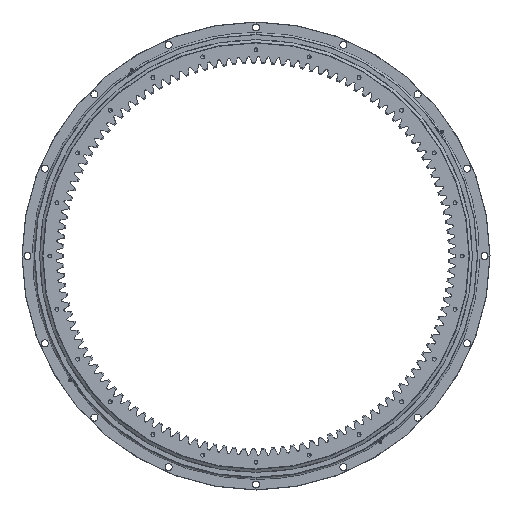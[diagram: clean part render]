
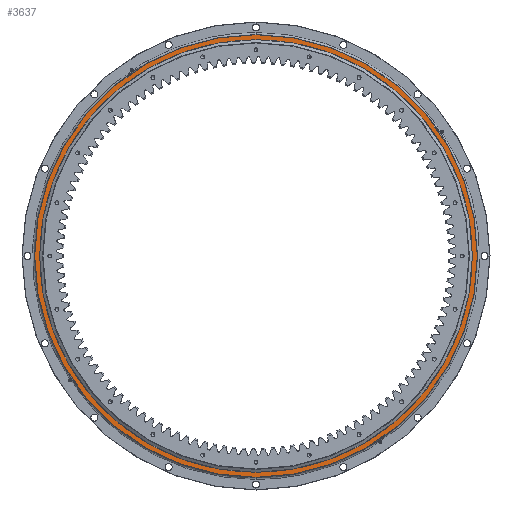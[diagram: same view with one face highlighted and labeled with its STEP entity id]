
A CAD part, front view. The second image highlights one B-rep face of the part: STEP entity #3637.
In plain terms, the highlighted planar face has unit normal (0, -1, 0).
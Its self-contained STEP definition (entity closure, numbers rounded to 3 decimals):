
#3637 = ADVANCED_FACE ( 'NONE', ( #33046, #47164 ), #19053, .T. ) ;
#8189 = EDGE_LOOP ( 'NONE', ( #39668, #28113 ) ) ;
#8848 = DIRECTION ( 'NONE',  ( 0., 1., 0. ) ) ;
#9136 = DIRECTION ( 'NONE',  ( 0., 0., -1. ) ) ;
#10318 = CARTESIAN_POINT ( 'NONE',  ( 0., -16.5, 0. ) ) ;
#10539 = DIRECTION ( 'NONE',  ( 0., 1., 0. ) ) ;
#10556 = EDGE_LOOP ( 'NONE', ( #38851, #26280 ) ) ;
#17291 = CIRCLE ( 'NONE', #47760, 548.25 ) ;
#19053 = PLANE ( 'NONE',  #36979 ) ;
#19779 = VERTEX_POINT ( 'NONE', #56138 ) ;
#19962 = CARTESIAN_POINT ( 'NONE',  ( 0., -16.5, 548.25 ) ) ;
#20127 = DIRECTION ( 'NONE',  ( 0., 0., -1. ) ) ;
#23069 = AXIS2_PLACEMENT_3D ( 'NONE', #10318, #10539, #38677 ) ;
#23131 = CARTESIAN_POINT ( 'NONE',  ( 0., -16.5, 0. ) ) ;
#24069 = EDGE_CURVE ( 'NONE', #56472, #53565, #30776, .T. ) ;
#26280 = ORIENTED_EDGE ( 'NONE', *, *, #44143, .F. ) ;
#27036 = AXIS2_PLACEMENT_3D ( 'NONE', #23131, #8848, #56514 ) ;
#28113 = ORIENTED_EDGE ( 'NONE', *, *, #24069, .T. ) ;
#30589 = CARTESIAN_POINT ( 'NONE',  ( 566.5, -16.5, 0. ) ) ;
#30776 = CIRCLE ( 'NONE', #27036, 548.25 ) ;
#31675 = VERTEX_POINT ( 'NONE', #30589 ) ;
#33046 = FACE_OUTER_BOUND ( 'NONE', #10556, .T. ) ;
#33128 = CIRCLE ( 'NONE', #51730, 566.5 ) ;
#36979 = AXIS2_PLACEMENT_3D ( 'NONE', #42860, #42062, #9136 ) ;
#38677 = DIRECTION ( 'NONE',  ( -1., 0., 0. ) ) ;
#38851 = ORIENTED_EDGE ( 'NONE', *, *, #44114, .F. ) ;
#39668 = ORIENTED_EDGE ( 'NONE', *, *, #45707, .T. ) ;
#42062 = DIRECTION ( 'NONE',  ( 0., -1., 0. ) ) ;
#42860 = CARTESIAN_POINT ( 'NONE',  ( -547.75, -16.5, 0. ) ) ;
#43431 = CARTESIAN_POINT ( 'NONE',  ( 0., -16.5, 0. ) ) ;
#44114 = EDGE_CURVE ( 'NONE', #19779, #31675, #52449, .T. ) ;
#44143 = EDGE_CURVE ( 'NONE', #31675, #19779, #33128, .T. ) ;
#45707 = EDGE_CURVE ( 'NONE', #53565, #56472, #17291, .T. ) ;
#47164 = FACE_BOUND ( 'NONE', #8189, .T. ) ;
#47760 = AXIS2_PLACEMENT_3D ( 'NONE', #52907, #48967, #20127 ) ;
#48245 = DIRECTION ( 'NONE',  ( 0., 1., 0. ) ) ;
#48967 = DIRECTION ( 'NONE',  ( 0., 1., 0. ) ) ;
#51730 = AXIS2_PLACEMENT_3D ( 'NONE', #43431, #48245, #53667 ) ;
#52449 = CIRCLE ( 'NONE', #23069, 566.5 ) ;
#52907 = CARTESIAN_POINT ( 'NONE',  ( 0., -16.5, 0. ) ) ;
#53565 = VERTEX_POINT ( 'NONE', #54714 ) ;
#53667 = DIRECTION ( 'NONE',  ( -1., 0., 0. ) ) ;
#54714 = CARTESIAN_POINT ( 'NONE',  ( 0., -16.5, -548.25 ) ) ;
#56138 = CARTESIAN_POINT ( 'NONE',  ( -566.5, -16.5, 0. ) ) ;
#56472 = VERTEX_POINT ( 'NONE', #19962 ) ;
#56514 = DIRECTION ( 'NONE',  ( 0., 0., -1. ) ) ;
